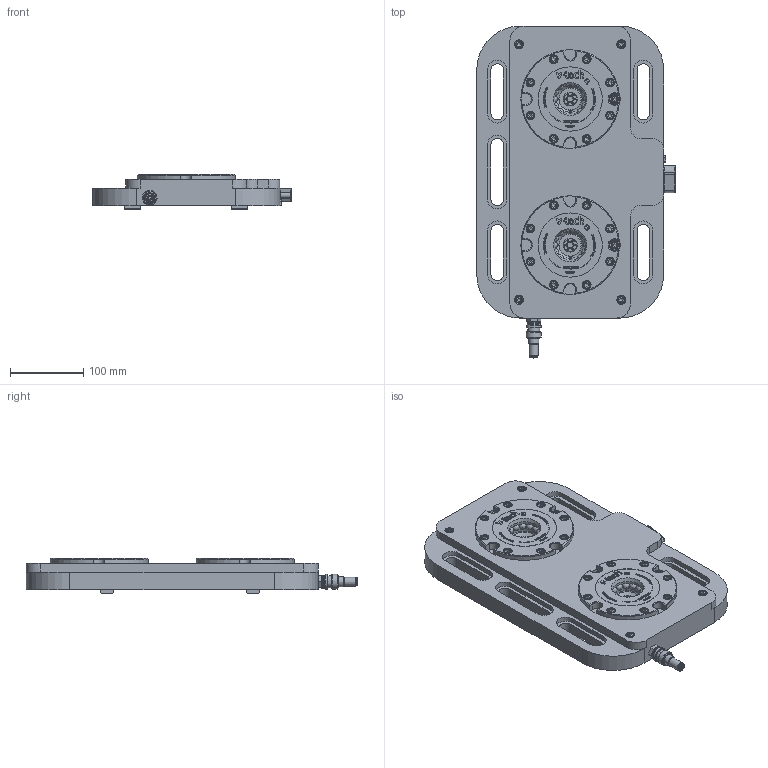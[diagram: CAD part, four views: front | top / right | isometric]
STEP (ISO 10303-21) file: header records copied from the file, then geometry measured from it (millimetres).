
FILE_DESCRIPTION(/* description */ (''),/* implementation_level */ '2;1');
FILE_NAME(/* name */ 'UZV-T 2x200.stp',/* time_stamp */ '2024-10-21T20:55:34+02:00',/* author */ ('Admin'),/* organization */ (''),/* preprocessor_version */ 'ST-DEVELOPER v20',/* originating_system */ 'Autodesk Inventor 2025',/* authorisation */ '');
FILE_SCHEMA (('CONFIG_CONTROL_DESIGN'));
Products named in the file (14): Sestava2; ZAKLADNA_2H_200_2016-01-0061-zaslepeni; KK3P-06E; Rotacni_ventil_2016-01-14; Kámen 2016-01-0108; KQ2H06-M5A_A; KQ2L06-M5A_A; CEP_STAVECI_2016-01-60; S_ZERO_POINT-2016-01-00-01; DIN 913 - M10 x 10; ISO 4762  - M5 x 12; ISO 4762  - M5 x 25; ISO 4762  - M6 x 20; KK3S-06H
Assembly tree (44 placements, depth 2):
  Sestava2
    ZAKLADNA_2H_200_2016-01-0061-zaslepeni
    KK3P-06E
    Rotacni_ventil_2016-01-14
    Kámen 2016-01-0108  x4
    KQ2H06-M5A_A
    KQ2L06-M5A_A  x2
    CEP_STAVECI_2016-01-60  x2
    S_ZERO_POINT-2016-01-00-01  x2
    ISO 4762  - M5 x 12  x6
    DIN 913 - M10 x 10  x4
    ISO 4762  - M5 x 25  x3
    ISO 4762  - M6 x 20  x16
    KK3S-06H
Bounding box: 271.9 x 454.6 x 48.3 mm (x, y, z)
Volume: 2970893.6 mm3; surface area: 404569.4 mm2
Topology: 46 solids, 47 shells, 3832 faces, 10054 edges, 6637 vertices
Faces by surface type: plane 1903, bspline 1122, cylinder 469, cone 234, torus 71, sphere 33
Full cylindrical faces by diameter (mm): 0.8 x24, 2 x12, 2.2 x1, 3 x9, 3.242 x2, 4.134 x6, 4.2 x1, 4.7 x1, 4.917 x18, 5 x13, 5.2 x1, 5.3 x5, 5.5 x4, 5.6 x1, 6 x24, 6.4 x16, 6.8 x3, 7 x3, 7.5 x1, 8.376 x4, 8.5 x9, 8.8 x1, 9 x4, 9.7 x3, 10 x35, 10.4 x2, 11 x21, 11.5 x1, 12 x3, 12.376 x4
Entity records: 74345 total; most frequent: CARTESIAN_POINT 26022, ORIENTED_EDGE 10544, DIRECTION 7541, EDGE_CURVE 5272, VERTEX_POINT 3499, LINE 2953, VECTOR 2953, EDGE_LOOP 2353
